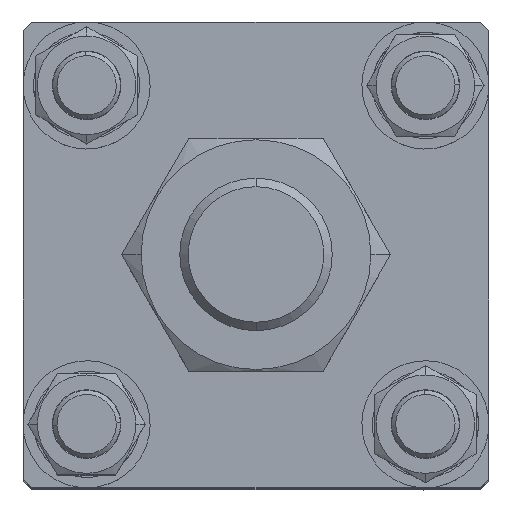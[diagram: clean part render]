
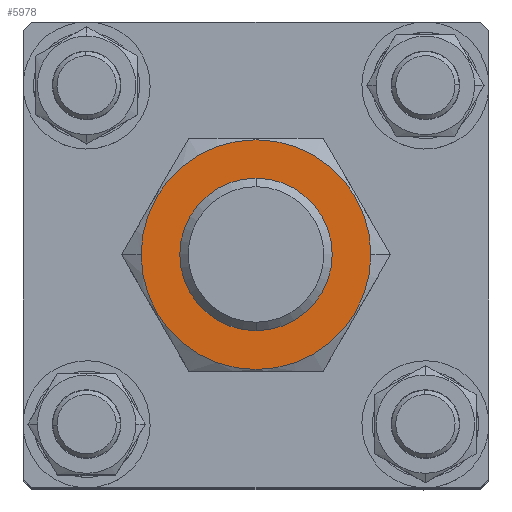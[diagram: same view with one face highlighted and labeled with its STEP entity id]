
A CAD part, top view. The second image highlights one B-rep face of the part: STEP entity #5978.
In plain terms, the highlighted planar face has unit normal (0, 0, 1).
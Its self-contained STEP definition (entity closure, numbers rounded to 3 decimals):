
#344 = CARTESIAN_POINT ( 'NONE',  ( -17.635, 0., 0. ) ) ;
#351 = CARTESIAN_POINT ( 'NONE',  ( 17.635, 0., 0. ) ) ;
#957 = CIRCLE ( 'NONE', #4859, 17.635 ) ;
#961 = CIRCLE ( 'NONE', #4862, 27.125 ) ;
#1143 = CIRCLE ( 'NONE', #4836, 27.125 ) ;
#1146 = CIRCLE ( 'NONE', #4835, 17.635 ) ;
#1460 = CARTESIAN_POINT ( 'NONE',  ( -27.125, 0., 0. ) ) ;
#1461 = CARTESIAN_POINT ( 'NONE',  ( 27.125, 0., 0. ) ) ;
#1725 = FACE_OUTER_BOUND ( 'NONE', #5490, .T. ) ;
#1764 = FACE_BOUND ( 'NONE', #5468, .T. ) ;
#2861 = CARTESIAN_POINT ( 'NONE',  ( 0., 0., 0. ) ) ;
#2862 = DIRECTION ( 'NONE',  ( 0., 0., -1. ) ) ;
#2863 = DIRECTION ( 'NONE',  ( -1., 0., 0. ) ) ;
#2864 = CARTESIAN_POINT ( 'NONE',  ( 0., 0., 0. ) ) ;
#2865 = DIRECTION ( 'NONE',  ( 0., 0., -1. ) ) ;
#2866 = DIRECTION ( 'NONE',  ( -1., 0., 0. ) ) ;
#3085 = CARTESIAN_POINT ( 'NONE',  ( 0., 0., 0. ) ) ;
#3086 = DIRECTION ( 'NONE',  ( 0., 0., -1. ) ) ;
#3087 = DIRECTION ( 'NONE',  ( -1., 0., 0. ) ) ;
#3100 = CARTESIAN_POINT ( 'NONE',  ( 0., 0., 0. ) ) ;
#3101 = DIRECTION ( 'NONE',  ( 0., 0., -1. ) ) ;
#3102 = DIRECTION ( 'NONE',  ( -1., 0., 0. ) ) ;
#4835 = AXIS2_PLACEMENT_3D ( 'NONE', #2864, #2865, #2866 ) ;
#4836 = AXIS2_PLACEMENT_3D ( 'NONE', #2861, #2862, #2863 ) ;
#4859 = AXIS2_PLACEMENT_3D ( 'NONE', #3100, #3101, #3102 ) ;
#4862 = AXIS2_PLACEMENT_3D ( 'NONE', #3085, #3086, #3087 ) ;
#5024 = AXIS2_PLACEMENT_3D ( 'NONE', #7426, #7420, #7419 ) ;
#5407 = VERTEX_POINT ( 'NONE', #1461 ) ;
#5410 = VERTEX_POINT ( 'NONE', #1460 ) ;
#5468 = EDGE_LOOP ( 'NONE', ( #7020, #7025 ) ) ;
#5490 = EDGE_LOOP ( 'NONE', ( #6852, #6851 ) ) ;
#5497 = VERTEX_POINT ( 'NONE', #351 ) ;
#5512 = VERTEX_POINT ( 'NONE', #344 ) ;
#5978 = ADVANCED_FACE ( 'NONE', ( #1764, #1725 ), #7422, .F. ) ;
#6251 = EDGE_CURVE ( 'NONE', #5410, #5407, #961, .T. ) ;
#6257 = EDGE_CURVE ( 'NONE', #5497, #5512, #957, .T. ) ;
#6310 = EDGE_CURVE ( 'NONE', #5407, #5410, #1143, .T. ) ;
#6311 = EDGE_CURVE ( 'NONE', #5512, #5497, #1146, .T. ) ;
#6851 = ORIENTED_EDGE ( 'NONE', *, *, #6310, .F. ) ;
#6852 = ORIENTED_EDGE ( 'NONE', *, *, #6251, .F. ) ;
#7020 = ORIENTED_EDGE ( 'NONE', *, *, #6257, .T. ) ;
#7025 = ORIENTED_EDGE ( 'NONE', *, *, #6311, .T. ) ;
#7419 = DIRECTION ( 'NONE',  ( -1., 0., 0. ) ) ;
#7420 = DIRECTION ( 'NONE',  ( 0., 0., -1. ) ) ;
#7422 = PLANE ( 'NONE',  #5024 ) ;
#7426 = CARTESIAN_POINT ( 'NONE',  ( -15.877, -27.5, 0. ) ) ;
